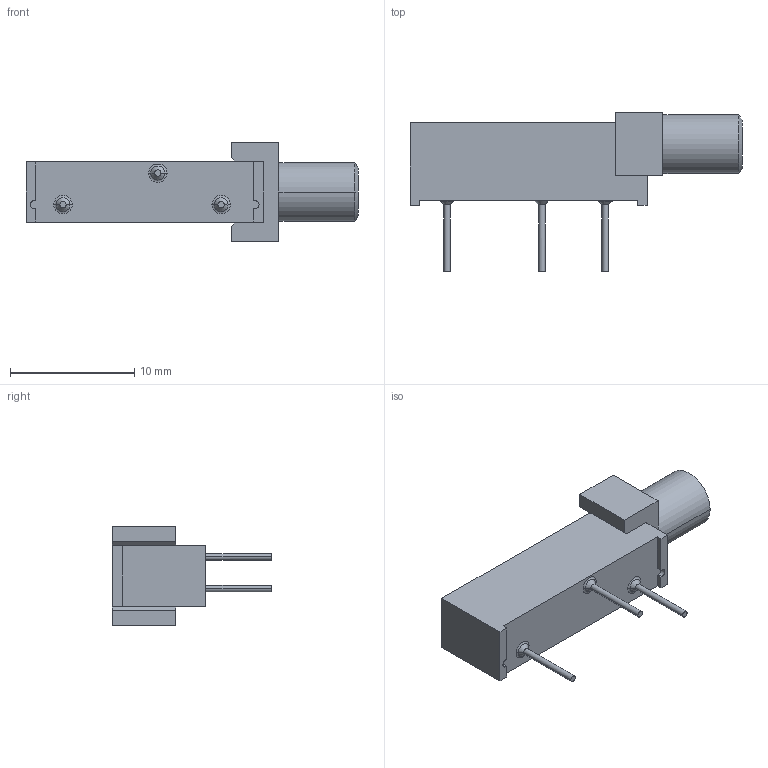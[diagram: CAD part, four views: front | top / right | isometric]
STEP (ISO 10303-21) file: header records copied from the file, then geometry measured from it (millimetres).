
FILE_DESCRIPTION((''),'2;1');
FILE_NAME('3006P-1-Z','2018-07-24T07:59:40',('RICKB'),('Bourns, Inc.'),'CREO PARAMETRIC BY PTC INC, 2018050','CREO PARAMETRIC BY PTC INC, 2018050','');
FILE_SCHEMA(('AUTOMOTIVE_DESIGN { 1 0 10303 214 1 1 1 1 }'));
Length unit declared in the file: inch
Products named in the file (1): 3006P-1-Z
Bounding box: 26.67 x 12.78 x 7.92 mm (x, y, z)
Volume: 769.8 mm3; surface area: 837.4 mm2
Topology: 1 solids, 2 shells, 81 faces, 194 edges, 124 vertices
Faces by surface type: plane 43, cylinder 20, cone 12, torus 6
Entity records: 3041 total; most frequent: CARTESIAN_POINT 432, DIRECTION 421, ORIENTED_EDGE 388, PRESENTATION_STYLE_ASSIGNMENT 195, STYLED_ITEM 195, CURVE_STYLE 194, EDGE_CURVE 194, AXIS2_PLACEMENT_3D 152
